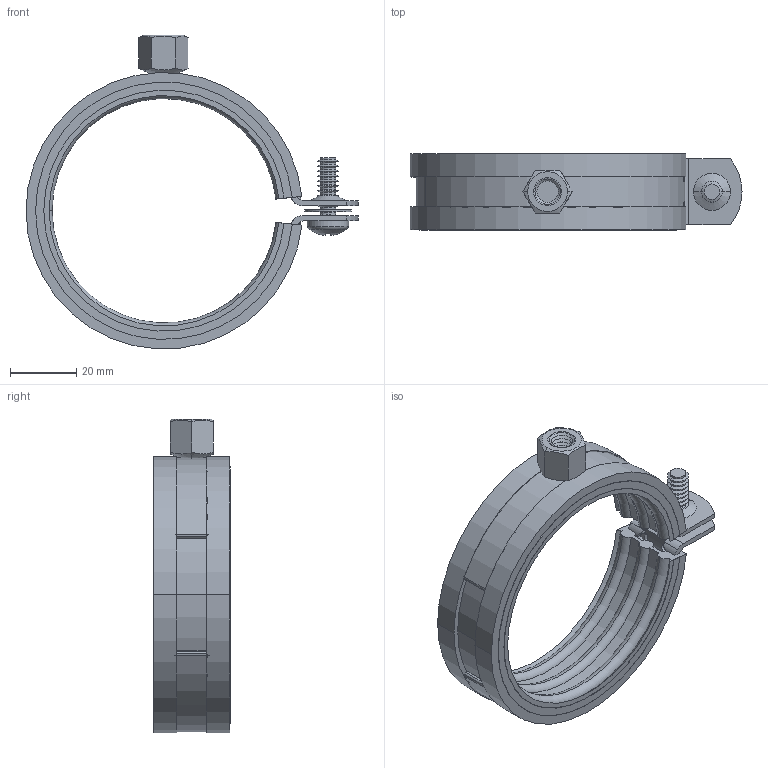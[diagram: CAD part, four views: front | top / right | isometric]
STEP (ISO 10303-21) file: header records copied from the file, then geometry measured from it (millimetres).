
FILE_DESCRIPTION((''),'2;1');
FILE_NAME('41912.stp','2007-07-23T12:07:27',(''),(''),'Mechanical Desktop.R8.0.24.0','Mechanical Desktop.R8.0.24.0',', , ');
FILE_SCHEMA(('CONFIG_CONTROL_DESIGN'));
Length unit declared in the file: millimetre
Products named in the file (15): 41912; SCHELLE20X1; ~TEIL1; 08-233; TEIL1; STREIFEN; ~~TEIL1; UVS14; ~~~TEIL1; B6,3X19; ~~~~TEIL1; HUTMUTTER8_DIN917; M8$0$AVE_RENDER; M8$0$AVE_GLOBAL; LAYER
Assembly tree (21 placements, depth 3):
  41912
    SCHELLE20X1
      ~TEIL1
    08-233
      TEIL1
    STREIFEN
      ~~TEIL1
    UVS14
      ~~~TEIL1
    B6,3X19
      ~~~~TEIL1
    HUTMUTTER8_DIN917
      M8$0$AVE_RENDER  x8
      M8$0$AVE_GLOBAL
    LAYER
Bounding box: 100.6 x 23.1 x 95.04 mm (x, y, z)
Volume: 32827.4 mm3; surface area: 39126 mm2
Topology: 6 solids, 6 shells, 290 faces, 728 edges, 444 vertices
Faces by surface type: cylinder 106, cone 86, plane 54, torus 28, bspline 16
Entity records: 10663 total; most frequent: CARTESIAN_POINT 3390, DIRECTION 1554, ORIENTED_EDGE 1456, EDGE_CURVE 728, AXIS2_PLACEMENT_3D 630, VERTEX_POINT 444, CIRCLE 334, EDGE_LOOP 298
